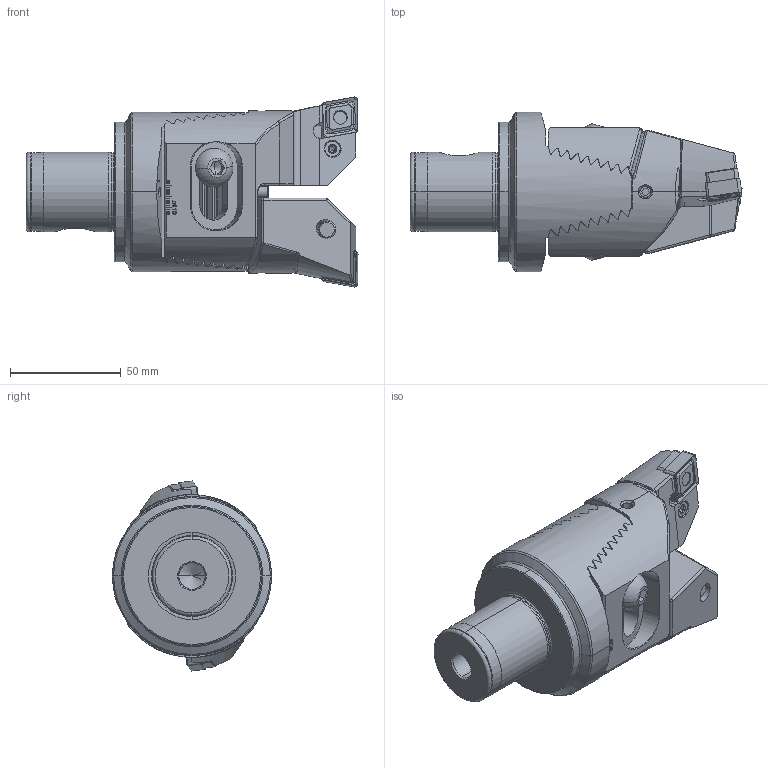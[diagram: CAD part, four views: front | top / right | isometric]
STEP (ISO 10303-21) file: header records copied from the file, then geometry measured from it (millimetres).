
FILE_DESCRIPTION (( 'STEP AP214' ), '1' );
FILE_NAME ('D04.063.087.110.STEP', '2015-10-05T07:55:51', ( 'SWIAdmin' ), ( 'Hewlett-Packard Company' ), 'SwSTEP 2.0', 'SolidWorks 2015', '' );
FILE_SCHEMA (( 'AUTOMOTIVE_DESIGN' ));
Length unit declared in the file: millimetre
Products named in the file (15): D04.063.087.110; Z72-WCE.101.050; Z72-ER3.001.030; CNMG160612; WCE-ER2.101.004_A; WCE-ER1.101.000; WCE; WCE-ER3.101.000_A; WCE-ER4.101.020_A; Z72-xxx.001.050_C_CN16; Z42-ER2.001.019_A; Z55-ER1.001.025; Z55-ER1.003.025_A_gespannt; Z55-ER1.002.025_A; WH6-Z72.K23.110_A
Assembly tree (21 placements, depth 4):
  D04.063.087.110
    WH6-Z72.K23.110_A
    Z55-ER1.001.025  x2
      Z55-ER1.002.025_A
      Z55-ER1.003.025_A_gespannt
    Z42-ER2.001.019_A
    Z72-WCE.101.050
      Z72-xxx.001.050_C_CN16  x2
      WCE  x2
        WCE-ER4.101.020_A
        WCE-ER3.101.000_A
      WCE-ER1.101.000  x2
      WCE-ER2.101.004_A  x2
      CNMG160612  x2
      Z72-ER3.001.030  x2
Bounding box: 150.22 x 72 x 86 mm (x, y, z)
Volume: 336168.3 mm3; surface area: 79191.7 mm2
Topology: 20 solids, 20 shells, 1237 faces, 3198 edges, 1986 vertices
Faces by surface type: plane 637, cylinder 268, cone 164, bspline 100, torus 50, sphere 18
Entity records: 26251 total; most frequent: CARTESIAN_POINT 8590, ORIENTED_EDGE 3848, DIRECTION 3198, EDGE_CURVE 1924, VERTEX_POINT 1207, AXIS2_PLACEMENT_3D 1119, LINE 960, VECTOR 960
